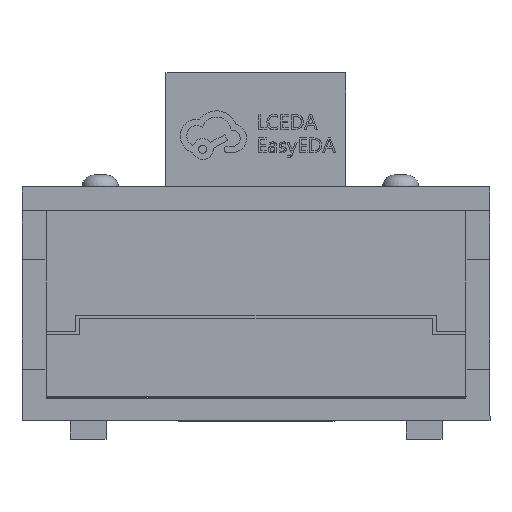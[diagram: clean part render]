
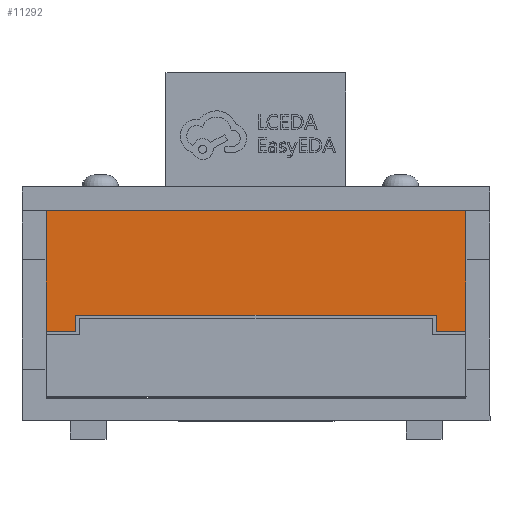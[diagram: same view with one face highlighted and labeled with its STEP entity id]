
A CAD part, top view. The second image highlights one B-rep face of the part: STEP entity #11292.
In plain terms, the highlighted planar face has unit normal (0, 0, 1).
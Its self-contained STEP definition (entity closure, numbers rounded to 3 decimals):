
#218 = ORIENTED_EDGE ( 'NONE', *, *, #4793, .T. ) ;
#258 = VERTEX_POINT ( 'NONE', #11827 ) ;
#794 = ORIENTED_EDGE ( 'NONE', *, *, #3700, .T. ) ;
#828 = CARTESIAN_POINT ( 'NONE',  ( 0., -0.094, 0. ) ) ;
#1183 = LINE ( 'NONE', #6863, #7559 ) ;
#2611 = VERTEX_POINT ( 'NONE', #16783 ) ;
#2879 = LINE ( 'NONE', #15633, #15416 ) ;
#2976 = VECTOR ( 'NONE', #8130, 1000. ) ;
#2983 = ORIENTED_EDGE ( 'NONE', *, *, #10731, .T. ) ;
#3202 = CARTESIAN_POINT ( 'NONE',  ( 1.501, -0.228, 0. ) ) ;
#3231 = PLANE ( 'NONE',  #11203 ) ;
#3664 = LINE ( 'NONE', #12241, #2976 ) ;
#3700 = EDGE_CURVE ( 'NONE', #8530, #2611, #2879, .T. ) ;
#3993 = VERTEX_POINT ( 'NONE', #18608 ) ;
#4375 = ORIENTED_EDGE ( 'NONE', *, *, #4635, .T. ) ;
#4573 = LINE ( 'NONE', #13512, #6800 ) ;
#4575 = CARTESIAN_POINT ( 'NONE',  ( 0., -0.228, 0. ) ) ;
#4635 = EDGE_CURVE ( 'NONE', #258, #3993, #13627, .T. ) ;
#4656 = FACE_OUTER_BOUND ( 'NONE', #13912, .T. ) ;
#4793 = EDGE_CURVE ( 'NONE', #9103, #258, #4573, .T. ) ;
#5020 = VERTEX_POINT ( 'NONE', #3202 ) ;
#5220 = DIRECTION ( 'NONE',  ( 0., 0., 1. ) ) ;
#5855 = DIRECTION ( 'NONE',  ( 0., 1., 0. ) ) ;
#6183 = DIRECTION ( 'NONE',  ( -1., 0., 0. ) ) ;
#6433 = CARTESIAN_POINT ( 'NONE',  ( 1.75, 0.775, 0. ) ) ;
#6800 = VECTOR ( 'NONE', #7628, 1000. ) ;
#6863 = CARTESIAN_POINT ( 'NONE',  ( 0., -0.228, 0. ) ) ;
#6925 = VECTOR ( 'NONE', #5855, 1000. ) ;
#7559 = VECTOR ( 'NONE', #9924, 1000. ) ;
#7628 = DIRECTION ( 'NONE',  ( 0., 1., 0. ) ) ;
#7811 = DIRECTION ( 'NONE',  ( -1., 0., 0. ) ) ;
#7969 = VERTEX_POINT ( 'NONE', #13607 ) ;
#8130 = DIRECTION ( 'NONE',  ( 0., -1., 0. ) ) ;
#8413 = DIRECTION ( 'NONE',  ( -1., 0., 0. ) ) ;
#8530 = VERTEX_POINT ( 'NONE', #6433 ) ;
#8626 = VECTOR ( 'NONE', #9447, 1000. ) ;
#8933 = VERTEX_POINT ( 'NONE', #12224 ) ;
#9103 = VERTEX_POINT ( 'NONE', #17403 ) ;
#9230 = DIRECTION ( 'NONE',  ( 0., 1., 0. ) ) ;
#9370 = ORIENTED_EDGE ( 'NONE', *, *, #13187, .T. ) ;
#9418 = CARTESIAN_POINT ( 'NONE',  ( 1.75, -0.775, 0. ) ) ;
#9447 = DIRECTION ( 'NONE',  ( 1., 0., 0. ) ) ;
#9924 = DIRECTION ( 'NONE',  ( 1., 0., 0. ) ) ;
#10445 = EDGE_CURVE ( 'NONE', #7969, #8530, #12381, .T. ) ;
#10612 = EDGE_CURVE ( 'NONE', #5020, #3993, #15686, .T. ) ;
#10731 = EDGE_CURVE ( 'NONE', #2611, #8933, #3664, .T. ) ;
#10829 = ORIENTED_EDGE ( 'NONE', *, *, #10612, .F. ) ;
#10920 = ORIENTED_EDGE ( 'NONE', *, *, #11139, .F. ) ;
#11139 = EDGE_CURVE ( 'NONE', #7969, #5020, #13438, .T. ) ;
#11189 = VECTOR ( 'NONE', #6183, 1000. ) ;
#11203 = AXIS2_PLACEMENT_3D ( 'NONE', #18241, #5220, #7811 ) ;
#11292 = ADVANCED_FACE ( 'NONE', ( #4656 ), #3231, .T. ) ;
#11728 = VECTOR ( 'NONE', #9230, 1000. ) ;
#11827 = CARTESIAN_POINT ( 'NONE',  ( -1.501, -0.094, 0. ) ) ;
#12224 = CARTESIAN_POINT ( 'NONE',  ( -1.75, -0.228, 0. ) ) ;
#12241 = CARTESIAN_POINT ( 'NONE',  ( -1.75, -0.775, 0. ) ) ;
#12381 = LINE ( 'NONE', #9418, #11728 ) ;
#13187 = EDGE_CURVE ( 'NONE', #8933, #9103, #1183, .T. ) ;
#13438 = LINE ( 'NONE', #4575, #11189 ) ;
#13512 = CARTESIAN_POINT ( 'NONE',  ( -1.501, 0., 0. ) ) ;
#13607 = CARTESIAN_POINT ( 'NONE',  ( 1.75, -0.228, 0. ) ) ;
#13627 = LINE ( 'NONE', #828, #8626 ) ;
#13912 = EDGE_LOOP ( 'NONE', ( #2983, #9370, #218, #4375, #10829, #10920, #17939, #794 ) ) ;
#15416 = VECTOR ( 'NONE', #8413, 1000. ) ;
#15633 = CARTESIAN_POINT ( 'NONE',  ( 1.75, 0.775, 0. ) ) ;
#15686 = LINE ( 'NONE', #16033, #6925 ) ;
#16033 = CARTESIAN_POINT ( 'NONE',  ( 1.501, 0., 0. ) ) ;
#16783 = CARTESIAN_POINT ( 'NONE',  ( -1.75, 0.775, 0. ) ) ;
#17403 = CARTESIAN_POINT ( 'NONE',  ( -1.501, -0.228, 0. ) ) ;
#17939 = ORIENTED_EDGE ( 'NONE', *, *, #10445, .T. ) ;
#18241 = CARTESIAN_POINT ( 'NONE',  ( 0., 0., 0. ) ) ;
#18608 = CARTESIAN_POINT ( 'NONE',  ( 1.501, -0.094, 0. ) ) ;
